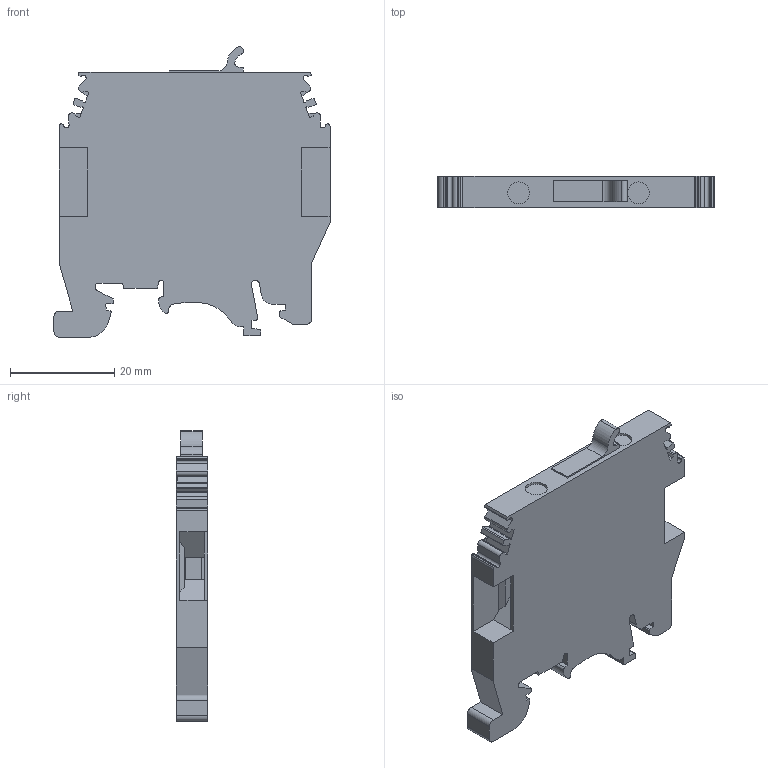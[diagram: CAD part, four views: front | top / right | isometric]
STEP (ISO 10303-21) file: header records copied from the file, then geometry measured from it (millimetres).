
FILE_DESCRIPTION(/* description */ ('Unknown'),/* implementation_level */ '2;1');
FILE_NAME(/* name */ 'KULTD4WS_3D_SOLID',/* time_stamp */ '2024-12-28T11:12:57+06:00',/* author */ ('Unknown'),/* organization */ ('Unknown'),/* preprocessor_version */ 'ST-DEVELOPER v16.7',/* originating_system */ 'Solid Edge',/* authorisation */ 'Unknown');
FILE_SCHEMA (('AUTOMOTIVE_DESIGN {1 0 10303 214 3 1 1}'));
Length unit declared in the file: millimetre
Products named in the file (1): KULTD4WS_3D_SOLID
Bounding box: 53 x 6 x 55.75 mm (x, y, z)
Volume: 12244.3 mm3; surface area: 6765.1 mm2
Topology: 1 solids, 1 shells, 179 faces, 520 edges, 346 vertices
Faces by surface type: plane 126, cylinder 53
Full cylindrical faces by diameter (mm): 4.2 x2
Entity records: 7151 total; most frequent: CARTESIAN_POINT 1044, ORIENTED_EDGE 1036, DIRECTION 984, EDGE_CURVE 518, LINE 412, VECTOR 412, VERTEX_POINT 346, AXIS2_PLACEMENT_3D 286
